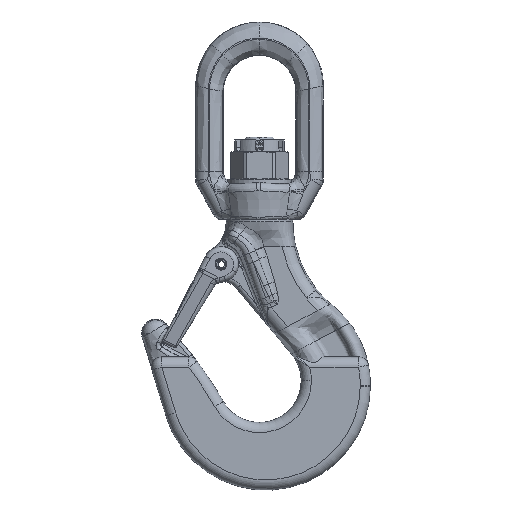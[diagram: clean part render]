
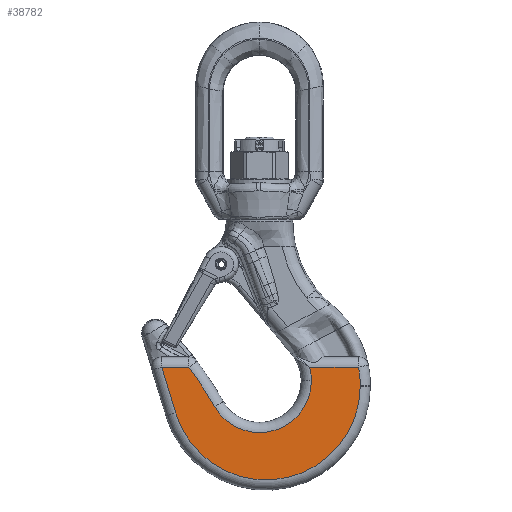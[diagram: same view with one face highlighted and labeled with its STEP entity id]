
A CAD part, top view. The second image highlights one B-rep face of the part: STEP entity #38782.
In plain terms, the highlighted planar face has unit normal (0, 0, 1).
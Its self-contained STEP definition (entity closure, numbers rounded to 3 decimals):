
#367 = DIRECTION ( 'NONE',  ( 1., 0., 0. ) ) ;
#873 = DIRECTION ( 'NONE',  ( 1., 0., 0. ) ) ;
#1630 = CARTESIAN_POINT ( 'NONE',  ( -57.76, -131.771, 18.3 ) ) ;
#1876 = DIRECTION ( 'NONE',  ( 0., 0., -1. ) ) ;
#2100 = CARTESIAN_POINT ( 'NONE',  ( 68.107, -100.169, 18.3 ) ) ;
#3081 = VERTEX_POINT ( 'NONE', #43372 ) ;
#4337 = EDGE_CURVE ( 'NONE', #58043, #39998, #50396, .T. ) ;
#5729 = VECTOR ( 'NONE', #63939, 1000. ) ;
#5737 = EDGE_CURVE ( 'NONE', #28433, #58043, #11643, .T. ) ;
#6291 = CARTESIAN_POINT ( 'NONE',  ( 69.374, -112.539, 18.3 ) ) ;
#6501 = CIRCLE ( 'NONE', #8972, 285.5 ) ;
#6568 = CARTESIAN_POINT ( 'NONE',  ( 0., 0., 18.3 ) ) ;
#6894 = DIRECTION ( 'NONE',  ( 0., 0., 1. ) ) ;
#7276 = ORIENTED_EDGE ( 'NONE', *, *, #29106, .T. ) ;
#8972 = AXIS2_PLACEMENT_3D ( 'NONE', #56816, #6894, #367 ) ;
#10885 = CIRCLE ( 'NONE', #52671, 64.962 ) ;
#11643 = LINE ( 'NONE', #6291, #56650 ) ;
#11721 = ORIENTED_EDGE ( 'NONE', *, *, #71885, .T. ) ;
#13474 = CARTESIAN_POINT ( 'NONE',  ( -57.76, -131.771, 18.3 ) ) ;
#14724 = VERTEX_POINT ( 'NONE', #74929 ) ;
#15630 = CARTESIAN_POINT ( 'NONE',  ( -76.764, -100.169, 18.3 ) ) ;
#17092 = DIRECTION ( 'NONE',  ( 0., 0., 1. ) ) ;
#18532 = ORIENTED_EDGE ( 'NONE', *, *, #4337, .T. ) ;
#21240 = DIRECTION ( 'NONE',  ( 0., 0., 1. ) ) ;
#21398 = LINE ( 'NONE', #15630, #5729 ) ;
#21544 = AXIS2_PLACEMENT_3D ( 'NONE', #75504, #1876, #26854 ) ;
#24011 = LINE ( 'NONE', #56277, #32767 ) ;
#25676 = ORIENTED_EDGE ( 'NONE', *, *, #43833, .T. ) ;
#26439 = EDGE_CURVE ( 'NONE', #48745, #28433, #10885, .T. ) ;
#26699 = CARTESIAN_POINT ( 'NONE',  ( 69.374, -112.559, 18.3 ) ) ;
#26854 = DIRECTION ( 'NONE',  ( 1., 0., 0. ) ) ;
#27064 = FACE_OUTER_BOUND ( 'NONE', #32344, .T. ) ;
#28433 = VERTEX_POINT ( 'NONE', #50862 ) ;
#28520 = EDGE_CURVE ( 'NONE', #14724, #68959, #21398, .T. ) ;
#29016 = CARTESIAN_POINT ( 'NONE',  ( 34.437, -100.169, 18.3 ) ) ;
#29106 = EDGE_CURVE ( 'NONE', #52588, #3081, #41105, .T. ) ;
#30822 = DIRECTION ( 'NONE',  ( 1., 0., 0. ) ) ;
#32334 = DIRECTION ( 'NONE',  ( 0.29, -0.957, 0. ) ) ;
#32344 = EDGE_LOOP ( 'NONE', ( #41849, #25676, #70171, #66891, #18532, #68435, #33972, #7276, #11721 ) ) ;
#32767 = VECTOR ( 'NONE', #60799, 1000. ) ;
#33972 = ORIENTED_EDGE ( 'NONE', *, *, #68458, .T. ) ;
#34794 = VERTEX_POINT ( 'NONE', #29016 ) ;
#35955 = DIRECTION ( 'NONE',  ( 1., 0., 0. ) ) ;
#38782 = ADVANCED_FACE ( 'NONE', ( #27064 ), #69573, .T. ) ;
#39998 = VERTEX_POINT ( 'NONE', #2100 ) ;
#40472 = CARTESIAN_POINT ( 'NONE',  ( 4.413, -112.941, 18.3 ) ) ;
#41105 = CIRCLE ( 'NONE', #21544, 35.708 ) ;
#41849 = ORIENTED_EDGE ( 'NONE', *, *, #28520, .T. ) ;
#43293 = CARTESIAN_POINT ( 'NONE',  ( 4.413, -112.941, 18.3 ) ) ;
#43372 = CARTESIAN_POINT ( 'NONE',  ( -30.981, -127.367, 18.3 ) ) ;
#43516 = CARTESIAN_POINT ( 'NONE',  ( 0., -109.612, 18.3 ) ) ;
#43833 = EDGE_CURVE ( 'NONE', #68959, #48745, #45022, .T. ) ;
#45001 = AXIS2_PLACEMENT_3D ( 'NONE', #43516, #75762, #30822 ) ;
#45022 = LINE ( 'NONE', #1630, #61415 ) ;
#45071 = DIRECTION ( 'NONE',  ( 0., 0., 1. ) ) ;
#45525 = CARTESIAN_POINT ( 'NONE',  ( 35.708, -109.612, 18.3 ) ) ;
#48745 = VERTEX_POINT ( 'NONE', #13474 ) ;
#49301 = CARTESIAN_POINT ( 'NONE',  ( -67.331, -100.169, 18.3 ) ) ;
#50396 = CIRCLE ( 'NONE', #59497, 64.962 ) ;
#50862 = CARTESIAN_POINT ( 'NONE',  ( 69.374, -113.323, 18.3 ) ) ;
#52588 = VERTEX_POINT ( 'NONE', #45525 ) ;
#52671 = AXIS2_PLACEMENT_3D ( 'NONE', #40472, #21240, #58458 ) ;
#56277 = CARTESIAN_POINT ( 'NONE',  ( 23.533, -100.169, 18.3 ) ) ;
#56650 = VECTOR ( 'NONE', #68500, 1000. ) ;
#56816 = CARTESIAN_POINT ( 'NONE',  ( -278.686, -269.326, 18.3 ) ) ;
#58043 = VERTEX_POINT ( 'NONE', #26699 ) ;
#58458 = DIRECTION ( 'NONE',  ( 1., 0., 0. ) ) ;
#59497 = AXIS2_PLACEMENT_3D ( 'NONE', #43293, #17092, #35955 ) ;
#60799 = DIRECTION ( 'NONE',  ( -1., 0., 0. ) ) ;
#61415 = VECTOR ( 'NONE', #32334, 1000. ) ;
#63939 = DIRECTION ( 'NONE',  ( -1., 0., 0. ) ) ;
#66891 = ORIENTED_EDGE ( 'NONE', *, *, #5737, .T. ) ;
#68435 = ORIENTED_EDGE ( 'NONE', *, *, #76123, .T. ) ;
#68458 = EDGE_CURVE ( 'NONE', #34794, #52588, #73679, .T. ) ;
#68500 = DIRECTION ( 'NONE',  ( 0., 1., 0. ) ) ;
#68959 = VERTEX_POINT ( 'NONE', #49301 ) ;
#69573 = PLANE ( 'NONE',  #79301 ) ;
#70171 = ORIENTED_EDGE ( 'NONE', *, *, #26439, .T. ) ;
#71885 = EDGE_CURVE ( 'NONE', #3081, #14724, #6501, .T. ) ;
#73679 = CIRCLE ( 'NONE', #45001, 35.708 ) ;
#74929 = CARTESIAN_POINT ( 'NONE',  ( -48.694, -100.169, 18.3 ) ) ;
#75504 = CARTESIAN_POINT ( 'NONE',  ( 0., -109.612, 18.3 ) ) ;
#75762 = DIRECTION ( 'NONE',  ( 0., 0., -1. ) ) ;
#76123 = EDGE_CURVE ( 'NONE', #39998, #34794, #24011, .T. ) ;
#79301 = AXIS2_PLACEMENT_3D ( 'NONE', #6568, #45071, #873 ) ;
